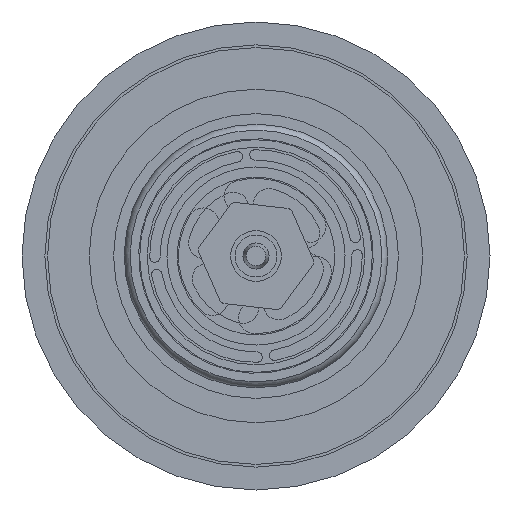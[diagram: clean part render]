
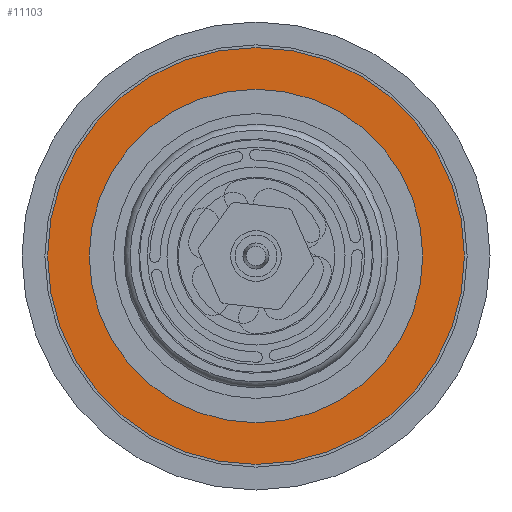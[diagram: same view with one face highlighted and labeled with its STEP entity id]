
A CAD part, front view. The second image highlights one B-rep face of the part: STEP entity #11103.
In plain terms, the highlighted planar face has unit normal (0, -1, 0).
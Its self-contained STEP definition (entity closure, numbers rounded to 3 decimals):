
#507 = CARTESIAN_POINT ( 'NONE',  ( 0., 5.3, 13.11 ) ) ;
#1221 = DIRECTION ( 'NONE',  ( 0., 0., -1. ) ) ;
#1224 = CARTESIAN_POINT ( 'NONE',  ( 0., 5.3, 16.39 ) ) ;
#1641 = AXIS2_PLACEMENT_3D ( 'NONE', #8845, #9036, #6868 ) ;
#2328 = PLANE ( 'NONE',  #6885 ) ;
#3018 = DIRECTION ( 'NONE',  ( 0., 0., 1. ) ) ;
#3263 = EDGE_CURVE ( 'NONE', #4618, #4618, #9168, .T. ) ;
#4026 = ORIENTED_EDGE ( 'NONE', *, *, #3263, .T. ) ;
#4171 = AXIS2_PLACEMENT_3D ( 'NONE', #4784, #11976, #3018 ) ;
#4225 = DIRECTION ( 'NONE',  ( 0., -1., 0. ) ) ;
#4618 = VERTEX_POINT ( 'NONE', #507 ) ;
#4784 = CARTESIAN_POINT ( 'NONE',  ( 0., 5.3, 0. ) ) ;
#6656 = CIRCLE ( 'NONE', #4171, 16.39 ) ;
#6868 = DIRECTION ( 'NONE',  ( 0., 0., 1. ) ) ;
#6885 = AXIS2_PLACEMENT_3D ( 'NONE', #8213, #4225, #1221 ) ;
#7435 = EDGE_LOOP ( 'NONE', ( #4026 ) ) ;
#7660 = EDGE_LOOP ( 'NONE', ( #11053 ) ) ;
#8213 = CARTESIAN_POINT ( 'NONE',  ( 0., 5.3, 13.11 ) ) ;
#8845 = CARTESIAN_POINT ( 'NONE',  ( 0., 5.3, 0. ) ) ;
#9036 = DIRECTION ( 'NONE',  ( 0., 1., 0. ) ) ;
#9168 = CIRCLE ( 'NONE', #1641, 13.11 ) ;
#10305 = FACE_OUTER_BOUND ( 'NONE', #7660, .T. ) ;
#10323 = EDGE_CURVE ( 'NONE', #12389, #12389, #6656, .T. ) ;
#11053 = ORIENTED_EDGE ( 'NONE', *, *, #10323, .F. ) ;
#11103 = ADVANCED_FACE ( 'NONE', ( #11171, #10305 ), #2328, .T. ) ;
#11171 = FACE_BOUND ( 'NONE', #7435, .T. ) ;
#11976 = DIRECTION ( 'NONE',  ( 0., 1., 0. ) ) ;
#12389 = VERTEX_POINT ( 'NONE', #1224 ) ;
